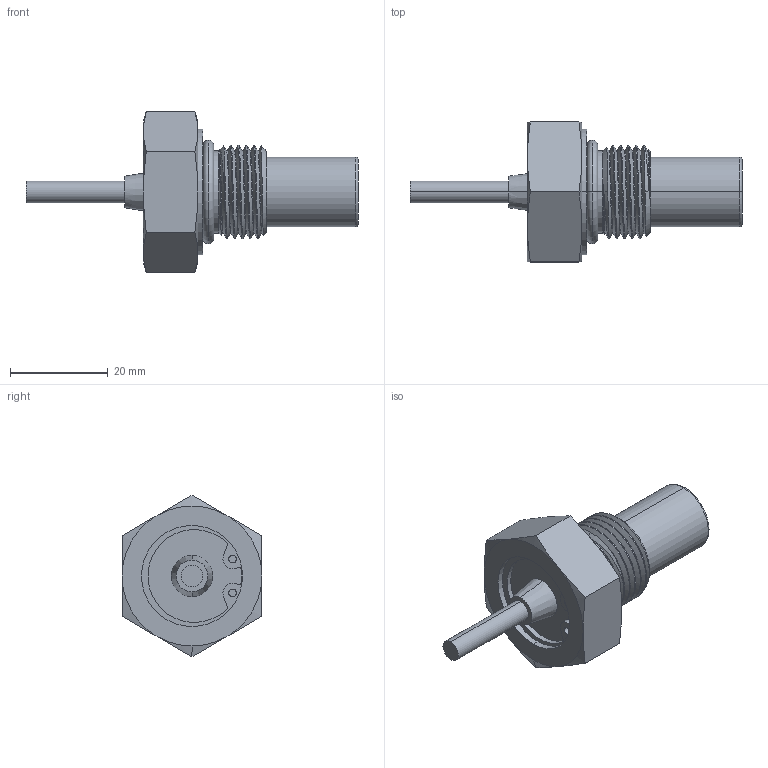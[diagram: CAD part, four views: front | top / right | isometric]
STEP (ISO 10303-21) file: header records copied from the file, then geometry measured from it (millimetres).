
FILE_DESCRIPTION (( 'STEP AP214' ), '1' );
FILE_NAME ('IndustrialSensor-with fquick-3-4-16UNF.STEP', '2025-08-27T23:35:12', ( '' ), ( '' ), 'SwSTEP 2.0', 'SolidWorks 2025', '' );
FILE_SCHEMA (( 'AUTOMOTIVE_DESIGN' ));
Length unit declared in the file: inch
Products named in the file (1): IndustrialSensor-with fquick-3-4-16UNF
Bounding box: 67.82 x 28.57 x 33 mm (x, y, z)
Volume: 15412 mm3; surface area: 9555.5 mm2
Topology: 9 solids, 9 shells, 145 faces, 317 edges, 192 vertices
Faces by surface type: cylinder 48, torus 38, plane 30, cone 26, bspline 3
Entity records: 7319 total; most frequent: CARTESIAN_POINT 4000, DIRECTION 721, ORIENTED_EDGE 634, AXIS2_PLACEMENT_3D 321, EDGE_CURVE 317, VERTEX_POINT 192, CIRCLE 178, EDGE_LOOP 161
